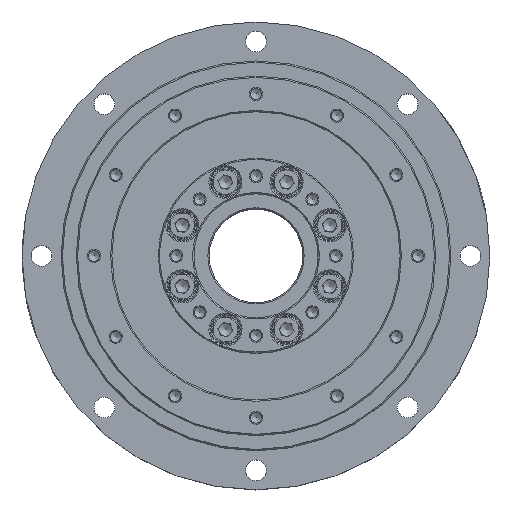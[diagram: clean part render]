
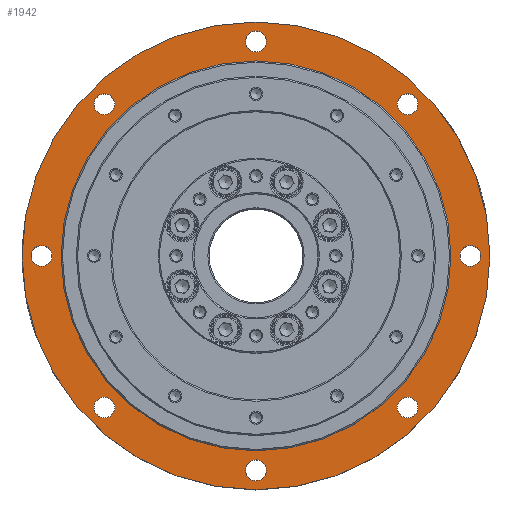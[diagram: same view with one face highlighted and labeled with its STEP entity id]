
A CAD part, top view. The second image highlights one B-rep face of the part: STEP entity #1942.
In plain terms, the highlighted planar face has unit normal (0, 0, 1).
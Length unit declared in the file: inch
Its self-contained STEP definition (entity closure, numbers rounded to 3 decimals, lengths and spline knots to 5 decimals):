
#131 = AXIS2_PLACEMENT_3D ( 'NONE', #863, #12342, #16683 ) ;
#258 = ORIENTED_EDGE ( 'NONE', *, *, #10486, .F. ) ;
#450 = EDGE_CURVE ( 'NONE', #10821, #10821, #14998, .T. ) ;
#490 = AXIS2_PLACEMENT_3D ( 'NONE', #15200, #17939, #6484 ) ;
#607 = DIRECTION ( 'NONE',  ( 0., 0., 1. ) ) ;
#752 = EDGE_CURVE ( 'NONE', #18100, #18100, #3203, .T. ) ;
#755 = VERTEX_POINT ( 'NONE', #12514 ) ;
#863 = CARTESIAN_POINT ( 'NONE',  ( 0., 3.24803, 0.59055 ) ) ;
#925 = AXIS2_PLACEMENT_3D ( 'NONE', #10183, #15958, #18615 ) ;
#1109 = EDGE_CURVE ( 'NONE', #2670, #2670, #13965, .T. ) ;
#1389 = VERTEX_POINT ( 'NONE', #9838 ) ;
#1517 = FACE_BOUND ( 'NONE', #16778, .T. ) ;
#1797 = DIRECTION ( 'NONE',  ( 1., 0., 0. ) ) ;
#1853 = EDGE_LOOP ( 'NONE', ( #15750 ) ) ;
#1868 = EDGE_LOOP ( 'NONE', ( #2995 ) ) ;
#1942 = ADVANCED_FACE ( 'NONE', ( #7476, #13257, #2939, #14504, #9091, #14865, #1517, #7295, #6055, #4633 ), #16192, .T. ) ;
#1994 = CIRCLE ( 'NONE', #12606, 0.15748 ) ;
#2286 = EDGE_CURVE ( 'NONE', #6160, #6160, #8172, .T. ) ;
#2670 = VERTEX_POINT ( 'NONE', #4368 ) ;
#2742 = VERTEX_POINT ( 'NONE', #14304 ) ;
#2939 = FACE_BOUND ( 'NONE', #1853, .T. ) ;
#2948 = CARTESIAN_POINT ( 'NONE',  ( -0.15748, -3.24803, 0.59055 ) ) ;
#2995 = ORIENTED_EDGE ( 'NONE', *, *, #4742, .F. ) ;
#3203 = CIRCLE ( 'NONE', #8048, 2.93276 ) ;
#3210 = CARTESIAN_POINT ( 'NONE',  ( 0., 0., 0.59055 ) ) ;
#3491 = CARTESIAN_POINT ( 'NONE',  ( -3.24803, 0.15748, 0.59055 ) ) ;
#3683 = VERTEX_POINT ( 'NONE', #3491 ) ;
#3749 = CARTESIAN_POINT ( 'NONE',  ( 2.29671, 2.29671, 0.59055 ) ) ;
#3875 = EDGE_CURVE ( 'NONE', #3683, #3683, #1994, .T. ) ;
#3893 = EDGE_CURVE ( 'NONE', #755, #755, #6847, .T. ) ;
#4368 = CARTESIAN_POINT ( 'NONE',  ( 3.24803, -0.15748, 0.59055 ) ) ;
#4633 = FACE_OUTER_BOUND ( 'NONE', #10215, .T. ) ;
#4742 = EDGE_CURVE ( 'NONE', #2742, #2742, #16591, .T. ) ;
#4758 = ORIENTED_EDGE ( 'NONE', *, *, #3875, .F. ) ;
#5013 = VERTEX_POINT ( 'NONE', #15446 ) ;
#5139 = ORIENTED_EDGE ( 'NONE', *, *, #752, .T. ) ;
#5284 = ORIENTED_EDGE ( 'NONE', *, *, #15847, .F. ) ;
#5892 = VERTEX_POINT ( 'NONE', #2948 ) ;
#6055 = FACE_BOUND ( 'NONE', #18013, .T. ) ;
#6160 = VERTEX_POINT ( 'NONE', #11956 ) ;
#6484 = DIRECTION ( 'NONE',  ( 1., 0., 0. ) ) ;
#6707 = DIRECTION ( 'NONE',  ( 0., 0., 1. ) ) ;
#6847 = CIRCLE ( 'NONE', #490, 3.54331 ) ;
#7080 = CARTESIAN_POINT ( 'NONE',  ( 0., 0., 0.59055 ) ) ;
#7295 = FACE_BOUND ( 'NONE', #1868, .T. ) ;
#7476 = FACE_BOUND ( 'NONE', #10885, .T. ) ;
#8048 = AXIS2_PLACEMENT_3D ( 'NONE', #7080, #12863, #18633 ) ;
#8075 = EDGE_LOOP ( 'NONE', ( #13232 ) ) ;
#8172 = CIRCLE ( 'NONE', #8496, 0.15748 ) ;
#8312 = DIRECTION ( 'NONE',  ( 0.707, -0.707, 0. ) ) ;
#8495 = CARTESIAN_POINT ( 'NONE',  ( 2.29671, -2.29671, 0.59055 ) ) ;
#8496 = AXIS2_PLACEMENT_3D ( 'NONE', #8495, #9831, #9724 ) ;
#8653 = CARTESIAN_POINT ( 'NONE',  ( 3.24803, 0., 0.59055 ) ) ;
#8925 = EDGE_LOOP ( 'NONE', ( #10749 ) ) ;
#9007 = DIRECTION ( 'NONE',  ( 0., 0., 1. ) ) ;
#9091 = FACE_BOUND ( 'NONE', #10485, .T. ) ;
#9365 = DIRECTION ( 'NONE',  ( 0.707, 0.707, 0. ) ) ;
#9498 = CARTESIAN_POINT ( 'NONE',  ( 2.93276, 0., 0.59055 ) ) ;
#9724 = DIRECTION ( 'NONE',  ( -0.707, -0.707, 0. ) ) ;
#9831 = DIRECTION ( 'NONE',  ( 0., 0., 1. ) ) ;
#9838 = CARTESIAN_POINT ( 'NONE',  ( 0.15748, 3.24803, 0.59055 ) ) ;
#10183 = CARTESIAN_POINT ( 'NONE',  ( 0., -3.24803, 0.59055 ) ) ;
#10215 = EDGE_LOOP ( 'NONE', ( #16552 ) ) ;
#10485 = EDGE_LOOP ( 'NONE', ( #12172 ) ) ;
#10486 = EDGE_CURVE ( 'NONE', #1389, #1389, #14360, .T. ) ;
#10749 = ORIENTED_EDGE ( 'NONE', *, *, #1109, .F. ) ;
#10821 = VERTEX_POINT ( 'NONE', #12346 ) ;
#10854 = AXIS2_PLACEMENT_3D ( 'NONE', #3749, #12579, #8312 ) ;
#10885 = EDGE_LOOP ( 'NONE', ( #5139 ) ) ;
#11749 = AXIS2_PLACEMENT_3D ( 'NONE', #3210, #9007, #1797 ) ;
#11844 = CARTESIAN_POINT ( 'NONE',  ( -2.29671, -2.29671, 0.59055 ) ) ;
#11940 = DIRECTION ( 'NONE',  ( 0., 0., 1. ) ) ;
#11956 = CARTESIAN_POINT ( 'NONE',  ( 2.18535, -2.40806, 0.59055 ) ) ;
#12012 = EDGE_LOOP ( 'NONE', ( #4758 ) ) ;
#12172 = ORIENTED_EDGE ( 'NONE', *, *, #450, .F. ) ;
#12176 = CARTESIAN_POINT ( 'NONE',  ( -3.24803, 0., 0.59055 ) ) ;
#12342 = DIRECTION ( 'NONE',  ( 0., 0., 1. ) ) ;
#12346 = CARTESIAN_POINT ( 'NONE',  ( -2.40806, -2.18535, 0.59055 ) ) ;
#12514 = CARTESIAN_POINT ( 'NONE',  ( 3.54331, 0., 0.59055 ) ) ;
#12579 = DIRECTION ( 'NONE',  ( 0., 0., 1. ) ) ;
#12598 = AXIS2_PLACEMENT_3D ( 'NONE', #11844, #11940, #13518 ) ;
#12606 = AXIS2_PLACEMENT_3D ( 'NONE', #12176, #607, #16517 ) ;
#12863 = DIRECTION ( 'NONE',  ( 0., 0., -1. ) ) ;
#13232 = ORIENTED_EDGE ( 'NONE', *, *, #13356, .F. ) ;
#13257 = FACE_BOUND ( 'NONE', #8925, .T. ) ;
#13356 = EDGE_CURVE ( 'NONE', #5892, #5892, #15764, .T. ) ;
#13518 = DIRECTION ( 'NONE',  ( -0.707, 0.707, 0. ) ) ;
#13965 = CIRCLE ( 'NONE', #14583, 0.15748 ) ;
#14253 = AXIS2_PLACEMENT_3D ( 'NONE', #16753, #6707, #9365 ) ;
#14304 = CARTESIAN_POINT ( 'NONE',  ( 2.40806, 2.18535, 0.59055 ) ) ;
#14340 = DIRECTION ( 'NONE',  ( 0., -1., 0. ) ) ;
#14360 = CIRCLE ( 'NONE', #131, 0.15748 ) ;
#14504 = FACE_BOUND ( 'NONE', #8075, .T. ) ;
#14545 = CIRCLE ( 'NONE', #14253, 0.15748 ) ;
#14583 = AXIS2_PLACEMENT_3D ( 'NONE', #8653, #17258, #14340 ) ;
#14865 = FACE_BOUND ( 'NONE', #12012, .T. ) ;
#14998 = CIRCLE ( 'NONE', #12598, 0.15748 ) ;
#15200 = CARTESIAN_POINT ( 'NONE',  ( 0., 0., 0.59055 ) ) ;
#15446 = CARTESIAN_POINT ( 'NONE',  ( -2.18535, 2.40806, 0.59055 ) ) ;
#15750 = ORIENTED_EDGE ( 'NONE', *, *, #2286, .F. ) ;
#15764 = CIRCLE ( 'NONE', #925, 0.15748 ) ;
#15847 = EDGE_CURVE ( 'NONE', #5013, #5013, #14545, .T. ) ;
#15958 = DIRECTION ( 'NONE',  ( 0., 0., 1. ) ) ;
#16192 = PLANE ( 'NONE',  #11749 ) ;
#16517 = DIRECTION ( 'NONE',  ( 0., 1., 0. ) ) ;
#16552 = ORIENTED_EDGE ( 'NONE', *, *, #3893, .T. ) ;
#16591 = CIRCLE ( 'NONE', #10854, 0.15748 ) ;
#16683 = DIRECTION ( 'NONE',  ( 1., 0., 0. ) ) ;
#16753 = CARTESIAN_POINT ( 'NONE',  ( -2.29671, 2.29671, 0.59055 ) ) ;
#16778 = EDGE_LOOP ( 'NONE', ( #5284 ) ) ;
#17258 = DIRECTION ( 'NONE',  ( 0., 0., 1. ) ) ;
#17939 = DIRECTION ( 'NONE',  ( 0., 0., 1. ) ) ;
#18013 = EDGE_LOOP ( 'NONE', ( #258 ) ) ;
#18100 = VERTEX_POINT ( 'NONE', #9498 ) ;
#18615 = DIRECTION ( 'NONE',  ( -1., 0., 0. ) ) ;
#18633 = DIRECTION ( 'NONE',  ( 1., 0., 0. ) ) ;
